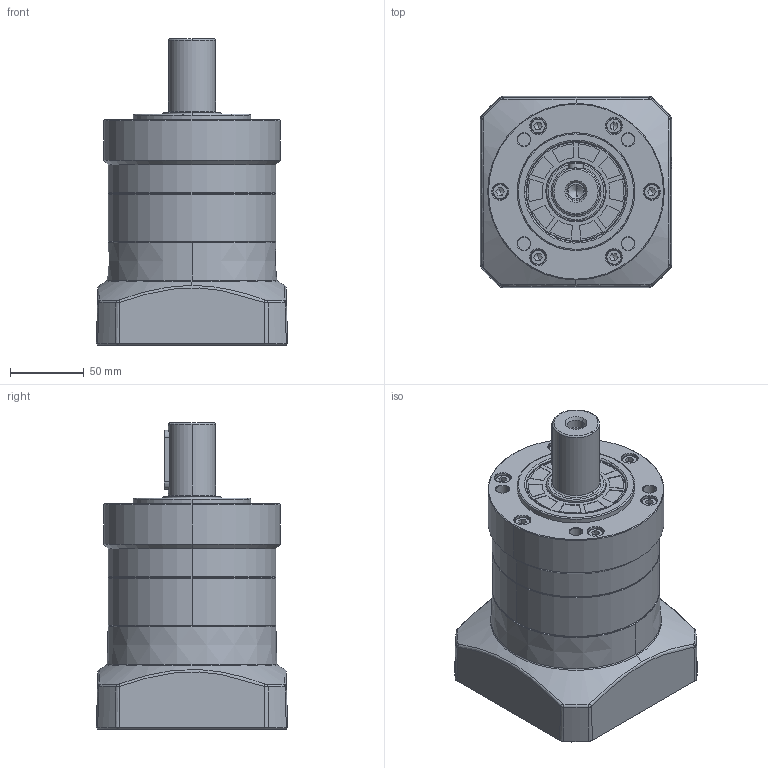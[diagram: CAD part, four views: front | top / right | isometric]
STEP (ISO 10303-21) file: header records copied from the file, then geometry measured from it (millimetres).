
FILE_DESCRIPTION (( 'STEP AP214' ), '1' );
FILE_NAME ('FE-120-L1-P2-¦µ22-¦µ110-¦µ145-M8-59-C32.STEP', '2024-01-04T06:07:47', ( 'admin' ), ( '' ), 'SwSTEP 2.0', 'SolidWorks 2013', '' );
FILE_SCHEMA (( 'AUTOMOTIVE_DESIGN' ));
Length unit declared in the file: millimetre
Products named in the file (9): 镂空输入法兰FE120-110X70XM8（新）; A倰す瑩10X40; 怀堤俴陎殤FE120-C32; M6樓粟菜; 怀堤傷褲极FE120; 内齿圈FE120-D108; FBK嘎殤蚐猾 KG40x68x5; 单边锁输入轴FE120-22（带螺丝）; FE-120-L1-P2-朴22-朴110-朴145-M8-59-C32
Assembly tree (19 placements, depth 2):
  FE-120-L1-P2-朴22-朴110-朴145-M8-59-C32
    单边锁输入轴FE120-22（带螺丝）
    FBK嘎殤蚐猾 KG40x68x5
    内齿圈FE120-D108
    怀堤傷褲极FE120
    M6樓粟菜  x12
    怀堤俴陎殤FE120-C32
    A倰す瑩10X40
    镂空输入法兰FE120-110X70XM8（新）
Bounding box: 129.95 x 129.95 x 208 mm (x, y, z)
Volume: 1445101.4 mm3; surface area: 248571.7 mm2
Topology: 8 solids, 33 shells, 1264 faces, 3022 edges, 1838 vertices
Faces by surface type: bspline 330, plane 325, cylinder 249, cone 211, torus 81, sphere 68
Entity records: 45575 total; most frequent: CARTESIAN_POINT 24639, ORIENTED_EDGE 4661, DIRECTION 3769, EDGE_CURVE 2334, AXIS2_PLACEMENT_3D 1599, VERTEX_POINT 1405, EDGE_LOOP 1084, FACE_OUTER_BOUND 1000
